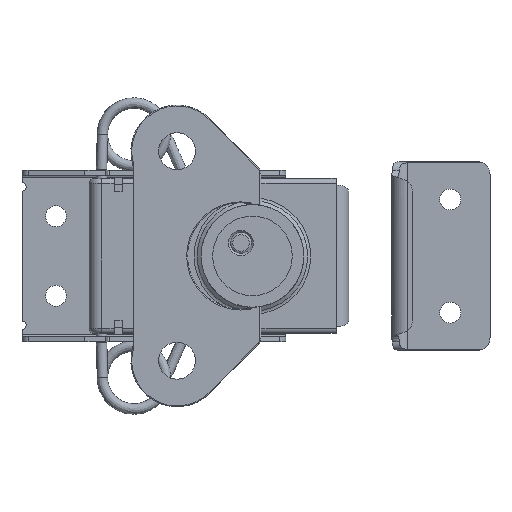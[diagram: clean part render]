
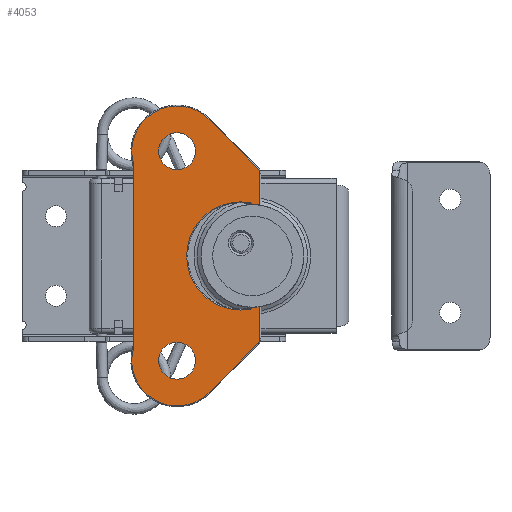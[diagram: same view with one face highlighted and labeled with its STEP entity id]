
A CAD part, top view. The second image highlights one B-rep face of the part: STEP entity #4053.
In plain terms, the highlighted planar face has unit normal (0, 0, 1).
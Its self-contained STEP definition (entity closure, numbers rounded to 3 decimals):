
#260=PLANE('',#4438);
#530=LINE('',#8465,#832);
#532=LINE('',#8479,#834);
#533=LINE('',#8485,#835);
#534=LINE('',#8491,#836);
#535=LINE('',#8494,#837);
#832=VECTOR('',#5441,24.664);
#834=VECTOR('',#5459,16.473);
#835=VECTOR('',#5464,42.859);
#836=VECTOR('',#5469,16.473);
#837=VECTOR('',#5472,39.349);
#913=FACE_BOUND('',#1360,.T.);
#914=FACE_BOUND('',#1361,.T.);
#915=FACE_BOUND('',#1362,.T.);
#1097=FACE_OUTER_BOUND('',#1359,.T.);
#1359=EDGE_LOOP('',(#3534,#3535,#3536,#3537,#3538,#3539,#3540,#3541,#3542,
#3543));
#1360=EDGE_LOOP('',(#3544));
#1361=EDGE_LOOP('',(#3545));
#1362=EDGE_LOOP('',(#3546,#3547,#3548,#3549));
#1576=CIRCLE('',#4427,0.4);
#1581=CIRCLE('',#4434,0.4);
#1582=CIRCLE('',#4436,12.908);
#1583=CIRCLE('',#4439,1.8);
#1584=CIRCLE('',#4440,10.8);
#1585=CIRCLE('',#4441,2.2);
#1586=CIRCLE('',#4442,2.2);
#1587=CIRCLE('',#4443,10.8);
#1588=CIRCLE('',#4444,1.8);
#1589=CIRCLE('',#4445,4.4);
#1590=CIRCLE('',#4446,4.4);
#1950=VERTEX_POINT('',#8454);
#1951=VERTEX_POINT('',#8456);
#1953=VERTEX_POINT('',#8462);
#1954=VERTEX_POINT('',#8467);
#1955=VERTEX_POINT('',#8475);
#1956=VERTEX_POINT('',#8476);
#1957=VERTEX_POINT('',#8478);
#1958=VERTEX_POINT('',#8480);
#1959=VERTEX_POINT('',#8482);
#1960=VERTEX_POINT('',#8484);
#1961=VERTEX_POINT('',#8486);
#1962=VERTEX_POINT('',#8488);
#1963=VERTEX_POINT('',#8490);
#1964=VERTEX_POINT('',#8492);
#1965=VERTEX_POINT('',#8495);
#1966=VERTEX_POINT('',#8497);
#2486=EDGE_CURVE('',#1950,#1951,#1576,.T.);
#2491=EDGE_CURVE('',#1951,#1953,#530,.T.);
#2493=EDGE_CURVE('',#1953,#1954,#1581,.T.);
#2494=EDGE_CURVE('',#1954,#1950,#1582,.T.);
#2496=EDGE_CURVE('',#1955,#1956,#1583,.T.);
#2497=EDGE_CURVE('',#1957,#1955,#532,.T.);
#2498=EDGE_CURVE('',#1958,#1957,#1584,.T.);
#2499=EDGE_CURVE('',#1959,#1958,#1585,.T.);
#2500=EDGE_CURVE('',#1960,#1959,#533,.T.);
#2501=EDGE_CURVE('',#1961,#1960,#1586,.T.);
#2502=EDGE_CURVE('',#1962,#1961,#1587,.T.);
#2503=EDGE_CURVE('',#1963,#1962,#534,.T.);
#2504=EDGE_CURVE('',#1964,#1963,#1588,.T.);
#2505=EDGE_CURVE('',#1956,#1964,#535,.T.);
#2506=EDGE_CURVE('',#1965,#1965,#1589,.T.);
#2507=EDGE_CURVE('',#1966,#1966,#1590,.T.);
#3534=ORIENTED_EDGE('',*,*,#2496,.F.);
#3535=ORIENTED_EDGE('',*,*,#2497,.F.);
#3536=ORIENTED_EDGE('',*,*,#2498,.F.);
#3537=ORIENTED_EDGE('',*,*,#2499,.F.);
#3538=ORIENTED_EDGE('',*,*,#2500,.F.);
#3539=ORIENTED_EDGE('',*,*,#2501,.F.);
#3540=ORIENTED_EDGE('',*,*,#2502,.F.);
#3541=ORIENTED_EDGE('',*,*,#2503,.F.);
#3542=ORIENTED_EDGE('',*,*,#2504,.F.);
#3543=ORIENTED_EDGE('',*,*,#2505,.F.);
#3544=ORIENTED_EDGE('',*,*,#2506,.T.);
#3545=ORIENTED_EDGE('',*,*,#2507,.T.);
#3546=ORIENTED_EDGE('',*,*,#2486,.F.);
#3547=ORIENTED_EDGE('',*,*,#2494,.F.);
#3548=ORIENTED_EDGE('',*,*,#2493,.F.);
#3549=ORIENTED_EDGE('',*,*,#2491,.F.);
#4053=ADVANCED_FACE('',(#1097,#913,#914,#915),#260,.T.);
#4427=AXIS2_PLACEMENT_3D('',#8457,#5430,#5431);
#4434=AXIS2_PLACEMENT_3D('',#8469,#5446,#5447);
#4436=AXIS2_PLACEMENT_3D('',#8471,#5450,#5451);
#4438=AXIS2_PLACEMENT_3D('',#8474,#5455,#5456);
#4439=AXIS2_PLACEMENT_3D('',#8477,#5457,#5458);
#4440=AXIS2_PLACEMENT_3D('',#8481,#5460,#5461);
#4441=AXIS2_PLACEMENT_3D('',#8483,#5462,#5463);
#4442=AXIS2_PLACEMENT_3D('',#8487,#5465,#5466);
#4443=AXIS2_PLACEMENT_3D('',#8489,#5467,#5468);
#4444=AXIS2_PLACEMENT_3D('',#8493,#5470,#5471);
#4445=AXIS2_PLACEMENT_3D('',#8496,#5473,#5474);
#4446=AXIS2_PLACEMENT_3D('',#8498,#5475,#5476);
#5430=DIRECTION('center_axis',(0.,0.,1.));
#5431=DIRECTION('ref_axis',(0.645,0.764,0.));
#5441=DIRECTION('',(-1.,0.,0.));
#5446=DIRECTION('center_axis',(0.,0.,1.));
#5447=DIRECTION('ref_axis',(-0.645,0.764,0.));
#5450=DIRECTION('center_axis',(0.,0.,1.));
#5451=DIRECTION('ref_axis',(0.,-1.,0.));
#5455=DIRECTION('center_axis',(0.,0.,1.));
#5456=DIRECTION('ref_axis',(1.,0.,0.));
#5457=DIRECTION('center_axis',(0.,0.,-1.));
#5458=DIRECTION('ref_axis',(-0.382,0.924,0.));
#5459=DIRECTION('',(0.709,0.705,0.));
#5460=DIRECTION('center_axis',(0.,0.,-1.));
#5461=DIRECTION('ref_axis',(-0.862,-0.506,0.));
#5462=DIRECTION('center_axis',(0.,0.,1.));
#5463=DIRECTION('ref_axis',(-0.139,0.99,0.));
#5464=DIRECTION('',(-1.,0.,0.));
#5465=DIRECTION('center_axis',(0.,0.,1.));
#5466=DIRECTION('ref_axis',(0.139,0.99,0.));
#5467=DIRECTION('center_axis',(0.,0.,-1.));
#5468=DIRECTION('ref_axis',(0.862,-0.506,0.));
#5469=DIRECTION('',(0.709,-0.705,0.));
#5470=DIRECTION('center_axis',(0.,0.,-1.));
#5471=DIRECTION('ref_axis',(0.382,0.924,0.));
#5472=DIRECTION('',(1.,0.,0.));
#5473=DIRECTION('center_axis',(0.,0.,-1.));
#5474=DIRECTION('ref_axis',(-1.,0.,0.));
#5475=DIRECTION('center_axis',(0.,0.,-1.));
#5476=DIRECTION('ref_axis',(-1.,0.,0.));
#8454=CARTESIAN_POINT('',(12.727,28.367,2.6));
#8456=CARTESIAN_POINT('',(12.332,28.7,2.6));
#8457=CARTESIAN_POINT('Origin',(12.332,28.3,2.6));
#8462=CARTESIAN_POINT('',(-12.332,28.7,2.6));
#8465=CARTESIAN_POINT('',(6.25,28.7,2.6));
#8467=CARTESIAN_POINT('',(-12.727,28.367,2.6));
#8469=CARTESIAN_POINT('Origin',(-12.332,28.3,2.6));
#8471=CARTESIAN_POINT('Origin',(0.,26.208,2.6));
#8474=CARTESIAN_POINT('Origin',(0.,15.066,
2.6));
#8475=CARTESIAN_POINT('',(-20.944,30.276,2.6));
#8476=CARTESIAN_POINT('',(-19.674,30.8,2.6));
#8477=CARTESIAN_POINT('Origin',(-19.674,29.,2.6));
#8478=CARTESIAN_POINT('',(-32.619,18.654,2.6));
#8479=CARTESIAN_POINT('',(-19.194,32.018,2.6));
#8480=CARTESIAN_POINT('',(-22.034,0.615,2.6));
#8481=CARTESIAN_POINT('Origin',(-25.,11.,2.6));
#8482=CARTESIAN_POINT('',(-21.429,0.7,2.6));
#8483=CARTESIAN_POINT('Origin',(-21.429,-1.5,2.6));
#8484=CARTESIAN_POINT('',(21.429,0.7,2.6));
#8485=CARTESIAN_POINT('',(-10.861,0.7,2.6));
#8486=CARTESIAN_POINT('',(22.034,0.615,2.6));
#8487=CARTESIAN_POINT('Origin',(21.429,-1.5,2.6));
#8488=CARTESIAN_POINT('',(32.619,18.654,2.6));
#8489=CARTESIAN_POINT('Origin',(25.,11.,2.6));
#8490=CARTESIAN_POINT('',(20.944,30.276,2.6));
#8491=CARTESIAN_POINT('',(25.324,25.916,2.6));
#8492=CARTESIAN_POINT('',(19.674,30.8,2.6));
#8493=CARTESIAN_POINT('Origin',(19.674,29.,2.6));
#8494=CARTESIAN_POINT('',(10.25,30.8,2.6));
#8495=CARTESIAN_POINT('',(29.4,11.,2.6));
#8496=CARTESIAN_POINT('Origin',(25.,11.,2.6));
#8497=CARTESIAN_POINT('',(-20.6,11.,2.6));
#8498=CARTESIAN_POINT('Origin',(-25.,11.,2.6));
